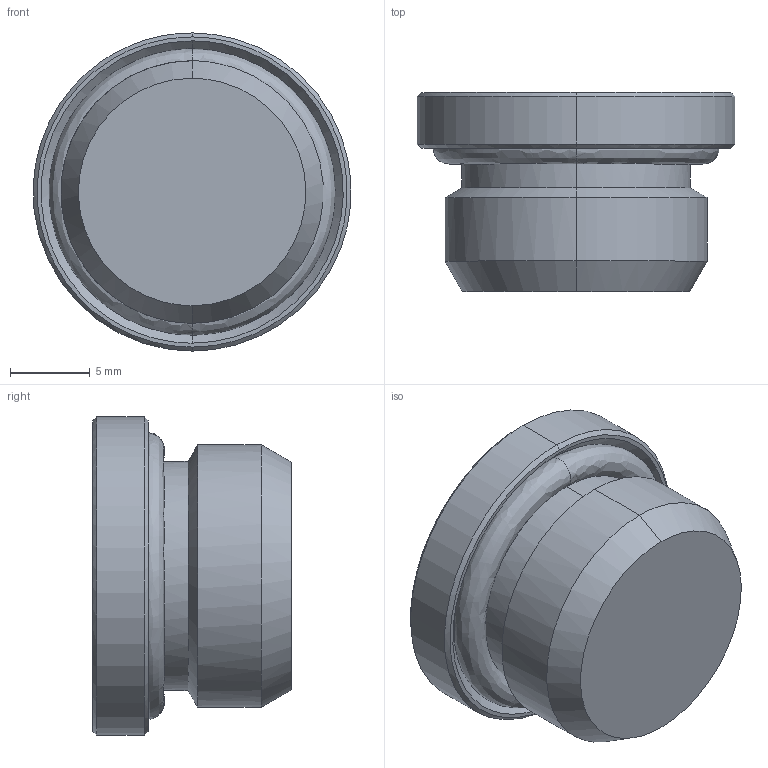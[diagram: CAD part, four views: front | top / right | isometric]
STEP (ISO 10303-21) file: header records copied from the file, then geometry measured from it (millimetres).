
FILE_DESCRIPTION (( 'STEP AP214' ), '1' );
FILE_NAME ('DRF.STOP03_IC.STEP', '2018-09-06T09:29:30', ( '' ), ( '' ), 'SwSTEP 2.0', 'SolidWorks 2018', '' );
FILE_SCHEMA (( 'AUTOMOTIVE_DESIGN' ));
Length unit declared in the file: millimetre
Products named in the file (1): DRF.STOP03_IC
Bounding box: 19.97 x 12.5 x 20 mm (x, y, z)
Volume: 2365.3 mm3; surface area: 1689.8 mm2
Topology: 2 solids, 2 shells, 55 faces, 128 edges, 75 vertices
Faces by surface type: bspline 55
Entity records: 2108 total; most frequent: CARTESIAN_POINT 1247, ORIENTED_EDGE 252, EDGE_CURVE 126, B_SPLINE_CURVE_WITH_KNOTS 76, VERTEX_POINT 75, EDGE_LOOP 57, ADVANCED_FACE 55, FACE_OUTER_BOUND 55
